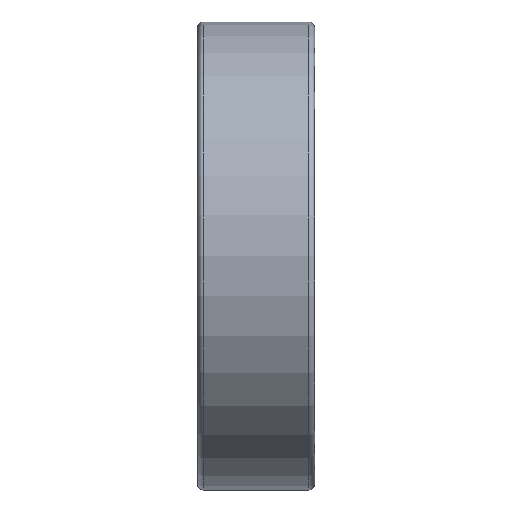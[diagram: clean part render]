
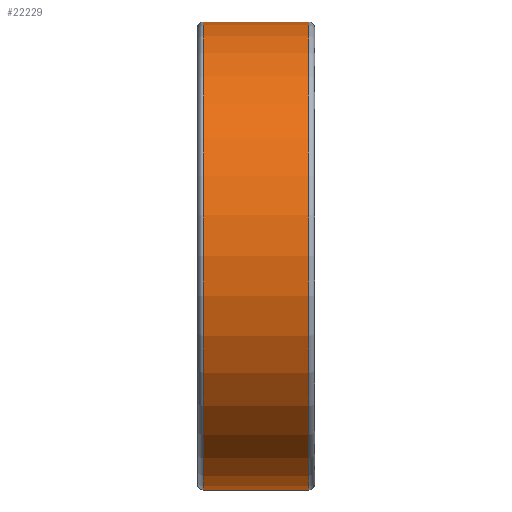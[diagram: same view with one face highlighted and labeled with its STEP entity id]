
A CAD part, top view. The second image highlights one B-rep face of the part: STEP entity #22229.
In plain terms, the highlighted cylindrical face has radius 12 mm (diameter 24 mm), a partial arc.
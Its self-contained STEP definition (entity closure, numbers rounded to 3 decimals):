
#11672=DIRECTION('',(-1.,0.,0.));
#11673=VECTOR('',#11672,5.4);
#11674=CARTESIAN_POINT('',(2.7,12.,0.));
#11675=LINE('',#11674,#11673);
#11679=DIRECTION('',(-1.,0.,0.));
#11680=VECTOR('',#11679,5.4);
#11681=CARTESIAN_POINT('',(2.7,-12.,0.));
#11682=LINE('',#11681,#11680);
#11694=CARTESIAN_POINT('',(2.7,0.,0.));
#11695=DIRECTION('',(1.,0.,0.));
#11696=DIRECTION('',(0.,1.,0.));
#11697=AXIS2_PLACEMENT_3D('',#11694,#11695,#11696);
#11702=CARTESIAN_POINT('',(-2.7,0.,0.));
#11703=DIRECTION('',(1.,0.,0.));
#11704=DIRECTION('',(0.,1.,0.));
#11705=AXIS2_PLACEMENT_3D('',#11702,#11703,#11704);
#18953=CARTESIAN_POINT('',(2.7,12.,0.));
#18954=CARTESIAN_POINT('',(-2.7,12.,0.));
#18955=VERTEX_POINT('',#18953);
#18956=VERTEX_POINT('',#18954);
#18965=CARTESIAN_POINT('',(2.7,-12.,0.));
#18966=CARTESIAN_POINT('',(-2.7,-12.,0.));
#18967=VERTEX_POINT('',#18965);
#18968=VERTEX_POINT('',#18966);
#22217=CARTESIAN_POINT('',(-3.3,0.,0.));
#22218=DIRECTION('',(1.,0.,0.));
#22219=DIRECTION('',(0.,-1.,0.));
#22220=AXIS2_PLACEMENT_3D('',#22217,#22218,#22219);
#22221=CYLINDRICAL_SURFACE('',#22220,12.);
#22222=ORIENTED_EDGE('',*,*,#22207,.F.);
#22223=ORIENTED_EDGE('',*,*,#22184,.T.);
#22224=ORIENTED_EDGE('',*,*,#22211,.T.);
#22226=ORIENTED_EDGE('',*,*,#22225,.F.);
#22227=EDGE_LOOP('',(#22222,#22223,#22224,#22226));
#22228=FACE_OUTER_BOUND('',#22227,.F.);
#11698=CIRCLE('',#11697,12.);
#11706=CIRCLE('',#11705,12.);
#22184=EDGE_CURVE('',#18955,#18967,#11698,.T.);
#22207=EDGE_CURVE('',#18955,#18956,#11675,.T.);
#22211=EDGE_CURVE('',#18967,#18968,#11682,.T.);
#22225=EDGE_CURVE('',#18956,#18968,#11706,.T.);
#22229=ADVANCED_FACE('',(#22228),#22221,.T.);
